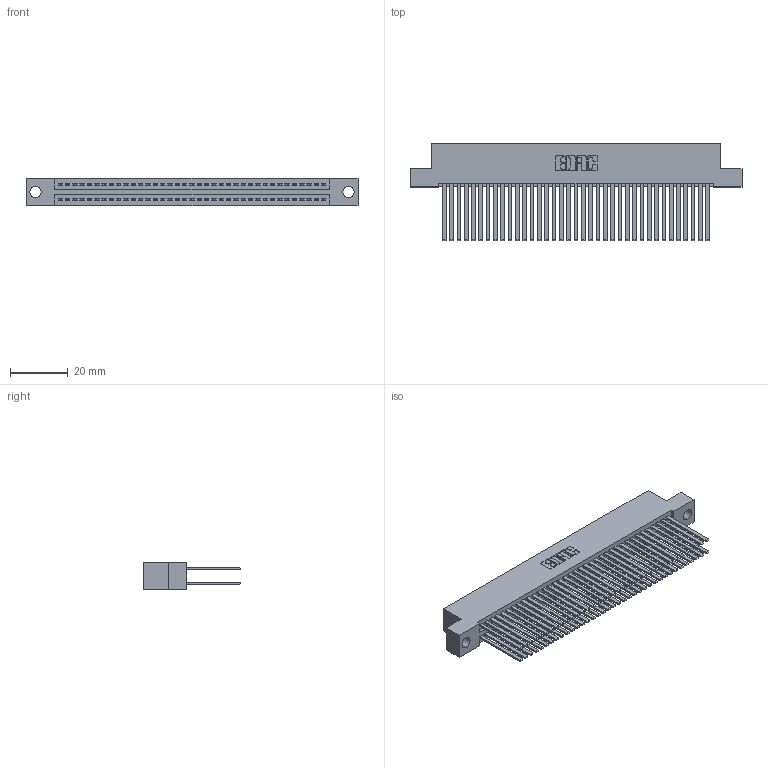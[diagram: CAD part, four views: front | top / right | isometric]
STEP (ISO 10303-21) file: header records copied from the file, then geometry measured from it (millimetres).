
FILE_DESCRIPTION (( 'STEP AP203' ), '1' );
FILE_NAME ('345-074-544-204.STEP', '2021-05-20T09:35:17', ( '' ), ( '' ), 'SwSTEP 2.0', 'SolidWorks 2020', '' );
FILE_SCHEMA (( 'CONFIG_CONTROL_DESIGN' ));
Length unit declared in the file: inch
Products named in the file (3): 345-074-544-204; 345-292-001_345-293-144; 345 Part_Flush Mounting Lugs - 0.156 Dia-TI
Assembly tree (75 placements, depth 2):
  345-074-544-204
    345 Part_Flush Mounting Lugs - 0.156 Dia-TI
    345-292-001_345-293-144  x74
Bounding box: 115.19 x 33.96 x 9.4 mm (x, y, z)
Volume: 12074.6 mm3; surface area: 20643.3 mm2
Topology: 75 solids, 75 shells, 3396 faces, 10071 edges, 6614 vertices
Faces by surface type: plane 2240, cylinder 1156
Entity records: 29939 total; most frequent: CARTESIAN_POINT 5026, ORIENTED_EDGE 4958, DIRECTION 4435, EDGE_CURVE 2479, VECTOR 2203, LINE 2203, VERTEX_POINT 1650, AXIS2_PLACEMENT_3D 1116
